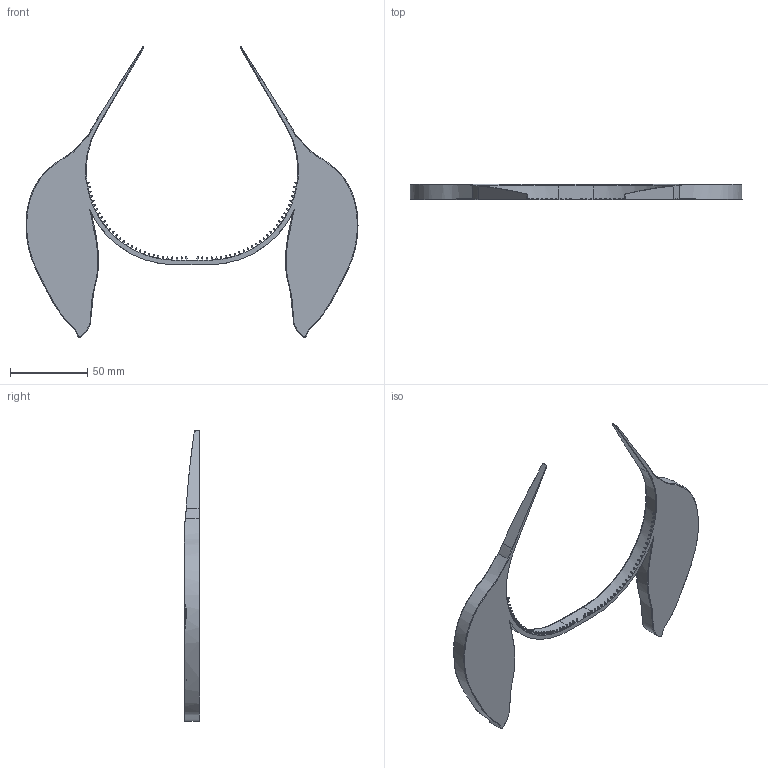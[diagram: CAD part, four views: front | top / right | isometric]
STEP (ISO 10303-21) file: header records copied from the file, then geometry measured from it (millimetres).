
FILE_DESCRIPTION(/* description */ (''),/* implementation_level */ '2;1');
FILE_NAME(/* name */ 'headband-v4.stp',/* time_stamp */ '2024-12-03T13:50:34Z',/* author */ ('iwheard'),/* organization */ (''),/* preprocessor_version */ 'ST-DEVELOPER v19',/* originating_system */ 'Autodesk Inventor 2023',/* authorisation */ '');
FILE_SCHEMA (('AUTOMOTIVE_DESIGN { 1 0 10303 214 3 1 1 }'));
Products named in the file (1): headband-v4
Bounding box: 214.59 x 10 x 187.93 mm (x, y, z)
Volume: 39661.8 mm3; surface area: 30520 mm2
Topology: 1 solids, 1 shells, 419 faces, 1185 edges, 708 vertices
Faces by surface type: bspline 308, plane 86, cylinder 13, cone 6, torus 4, sphere 2
Entity records: 44653 total; most frequent: CARTESIAN_POINT 36115, ORIENTED_EDGE 2242, EDGE_CURVE 1121, DIRECTION 1023, VERTEX_POINT 708, B_SPLINE_CURVE_WITH_KNOTS 622, EDGE_LOOP 423, FACE_OUTER_BOUND 419
